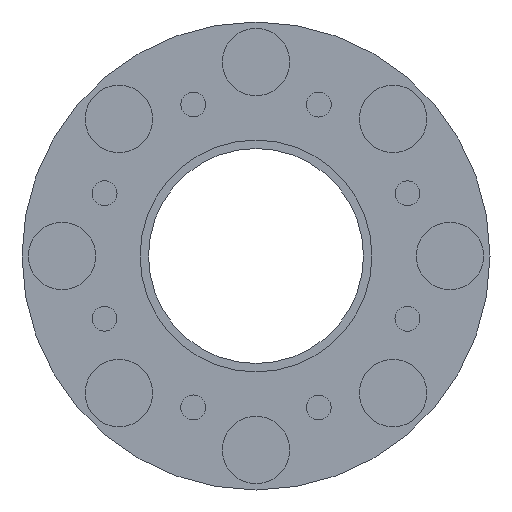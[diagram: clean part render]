
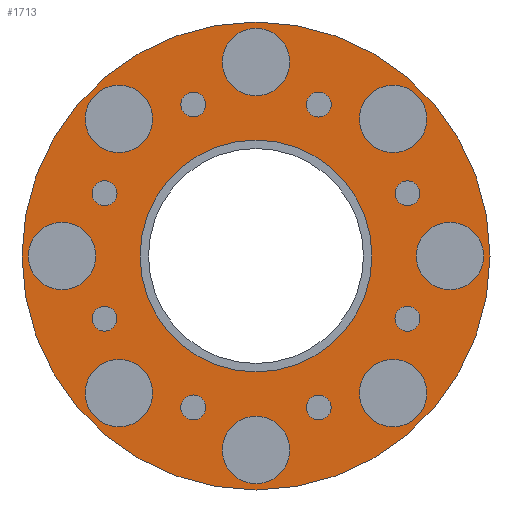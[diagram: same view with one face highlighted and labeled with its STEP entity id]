
A CAD part, front view. The second image highlights one B-rep face of the part: STEP entity #1713.
In plain terms, the highlighted planar face has unit normal (0, -1, 0).
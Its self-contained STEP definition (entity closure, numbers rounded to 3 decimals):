
#48=PLANE('',#1876);
#158=ORIENTED_EDGE('',*,*,#309,.T.);
#159=ORIENTED_EDGE('',*,*,#311,.T.);
#160=ORIENTED_EDGE('',*,*,#313,.T.);
#161=ORIENTED_EDGE('',*,*,#315,.T.);
#162=ORIENTED_EDGE('',*,*,#317,.T.);
#163=ORIENTED_EDGE('',*,*,#319,.T.);
#164=ORIENTED_EDGE('',*,*,#321,.T.);
#165=ORIENTED_EDGE('',*,*,#322,.T.);
#166=ORIENTED_EDGE('',*,*,#323,.F.);
#167=ORIENTED_EDGE('',*,*,#262,.T.);
#168=ORIENTED_EDGE('',*,*,#324,.F.);
#169=ORIENTED_EDGE('',*,*,#325,.F.);
#170=ORIENTED_EDGE('',*,*,#326,.F.);
#171=ORIENTED_EDGE('',*,*,#327,.F.);
#172=ORIENTED_EDGE('',*,*,#328,.F.);
#173=ORIENTED_EDGE('',*,*,#329,.F.);
#174=ORIENTED_EDGE('',*,*,#330,.F.);
#175=ORIENTED_EDGE('',*,*,#331,.F.);
#262=EDGE_CURVE('',#358,#358,#454,.T.);
#309=EDGE_CURVE('',#405,#405,#501,.T.);
#311=EDGE_CURVE('',#407,#407,#503,.T.);
#313=EDGE_CURVE('',#409,#409,#505,.T.);
#315=EDGE_CURVE('',#411,#411,#507,.T.);
#317=EDGE_CURVE('',#413,#413,#509,.T.);
#319=EDGE_CURVE('',#415,#415,#511,.T.);
#321=EDGE_CURVE('',#417,#417,#513,.T.);
#322=EDGE_CURVE('',#418,#418,#514,.T.);
#323=EDGE_CURVE('',#419,#419,#515,.T.);
#324=EDGE_CURVE('',#420,#420,#516,.T.);
#325=EDGE_CURVE('',#421,#421,#517,.T.);
#326=EDGE_CURVE('',#422,#422,#518,.T.);
#327=EDGE_CURVE('',#423,#423,#519,.T.);
#328=EDGE_CURVE('',#424,#424,#520,.T.);
#329=EDGE_CURVE('',#425,#425,#521,.T.);
#330=EDGE_CURVE('',#426,#426,#522,.T.);
#331=EDGE_CURVE('',#427,#427,#523,.T.);
#358=VERTEX_POINT('',#2341);
#405=VERTEX_POINT('',#2480);
#407=VERTEX_POINT('',#2486);
#409=VERTEX_POINT('',#2492);
#411=VERTEX_POINT('',#2498);
#413=VERTEX_POINT('',#2504);
#415=VERTEX_POINT('',#2510);
#417=VERTEX_POINT('',#2516);
#418=VERTEX_POINT('',#2519);
#419=VERTEX_POINT('',#2521);
#420=VERTEX_POINT('',#2523);
#421=VERTEX_POINT('',#2525);
#422=VERTEX_POINT('',#2527);
#423=VERTEX_POINT('',#2529);
#424=VERTEX_POINT('',#2531);
#425=VERTEX_POINT('',#2533);
#426=VERTEX_POINT('',#2535);
#427=VERTEX_POINT('',#2537);
#454=CIRCLE('',#1759,111.);
#501=CIRCLE('',#1851,5.918);
#503=CIRCLE('',#1855,5.918);
#505=CIRCLE('',#1859,5.918);
#507=CIRCLE('',#1863,5.918);
#509=CIRCLE('',#1867,5.918);
#511=CIRCLE('',#1871,5.918);
#513=CIRCLE('',#1875,5.918);
#514=CIRCLE('',#1877,5.918);
#515=CIRCLE('',#1878,16.);
#516=CIRCLE('',#1879,16.);
#517=CIRCLE('',#1880,16.);
#518=CIRCLE('',#1881,16.);
#519=CIRCLE('',#1882,16.);
#520=CIRCLE('',#1883,16.);
#521=CIRCLE('',#1884,16.);
#522=CIRCLE('',#1885,16.);
#523=CIRCLE('',#1886,55.);
#638=EDGE_LOOP('',(#158));
#639=EDGE_LOOP('',(#159));
#640=EDGE_LOOP('',(#160));
#641=EDGE_LOOP('',(#161));
#642=EDGE_LOOP('',(#162));
#643=EDGE_LOOP('',(#163));
#644=EDGE_LOOP('',(#164));
#645=EDGE_LOOP('',(#165));
#646=EDGE_LOOP('',(#166));
#647=EDGE_LOOP('',(#167));
#648=EDGE_LOOP('',(#168));
#649=EDGE_LOOP('',(#169));
#650=EDGE_LOOP('',(#170));
#651=EDGE_LOOP('',(#171));
#652=EDGE_LOOP('',(#172));
#653=EDGE_LOOP('',(#173));
#654=EDGE_LOOP('',(#174));
#655=EDGE_LOOP('',(#175));
#830=FACE_BOUND('',#638,.T.);
#831=FACE_BOUND('',#639,.T.);
#832=FACE_BOUND('',#640,.T.);
#833=FACE_BOUND('',#641,.T.);
#834=FACE_BOUND('',#642,.T.);
#835=FACE_BOUND('',#643,.T.);
#836=FACE_BOUND('',#644,.T.);
#837=FACE_BOUND('',#645,.T.);
#838=FACE_BOUND('',#646,.T.);
#839=FACE_BOUND('',#647,.T.);
#840=FACE_BOUND('',#648,.T.);
#841=FACE_BOUND('',#649,.T.);
#842=FACE_BOUND('',#650,.T.);
#843=FACE_BOUND('',#651,.T.);
#844=FACE_BOUND('',#652,.T.);
#845=FACE_BOUND('',#653,.T.);
#846=FACE_BOUND('',#654,.T.);
#847=FACE_BOUND('',#655,.T.);
#1713=ADVANCED_FACE('',(#830,#831,#832,#833,#834,#835,#836,#837,#838,#839,
#840,#841,#842,#843,#844,#845,#846,#847),#48,.T.);
#1759=AXIS2_PLACEMENT_3D('',#2340,#1957,#1958);
#1851=AXIS2_PLACEMENT_3D('',#2479,#2141,#2142);
#1855=AXIS2_PLACEMENT_3D('',#2485,#2149,#2150);
#1859=AXIS2_PLACEMENT_3D('',#2491,#2157,#2158);
#1863=AXIS2_PLACEMENT_3D('',#2497,#2165,#2166);
#1867=AXIS2_PLACEMENT_3D('',#2503,#2173,#2174);
#1871=AXIS2_PLACEMENT_3D('',#2509,#2181,#2182);
#1875=AXIS2_PLACEMENT_3D('',#2515,#2189,#2190);
#1876=AXIS2_PLACEMENT_3D('',#2517,#2191,#2192);
#1877=AXIS2_PLACEMENT_3D('',#2518,#2193,#2194);
#1878=AXIS2_PLACEMENT_3D('',#2520,#2195,#2196);
#1879=AXIS2_PLACEMENT_3D('',#2522,#2197,#2198);
#1880=AXIS2_PLACEMENT_3D('',#2524,#2199,#2200);
#1881=AXIS2_PLACEMENT_3D('',#2526,#2201,#2202);
#1882=AXIS2_PLACEMENT_3D('',#2528,#2203,#2204);
#1883=AXIS2_PLACEMENT_3D('',#2530,#2205,#2206);
#1884=AXIS2_PLACEMENT_3D('',#2532,#2207,#2208);
#1885=AXIS2_PLACEMENT_3D('',#2534,#2209,#2210);
#1886=AXIS2_PLACEMENT_3D('',#2536,#2211,#2212);
#1957=DIRECTION('',(0.,-1.,0.));
#1958=DIRECTION('',(0.,0.,-1.));
#2141=DIRECTION('',(0.,1.,0.));
#2142=DIRECTION('',(-0.707,0.,-0.707));
#2149=DIRECTION('',(0.,1.,0.));
#2150=DIRECTION('',(-1.,0.,0.));
#2157=DIRECTION('',(0.,1.,0.));
#2158=DIRECTION('',(-0.707,0.,0.707));
#2165=DIRECTION('',(0.,1.,0.));
#2166=DIRECTION('',(0.,0.,1.));
#2173=DIRECTION('',(0.,1.,0.));
#2174=DIRECTION('',(0.707,0.,0.707));
#2181=DIRECTION('',(0.,1.,0.));
#2182=DIRECTION('',(1.,0.,0.));
#2189=DIRECTION('',(0.,1.,0.));
#2190=DIRECTION('',(0.707,0.,-0.707));
#2191=DIRECTION('',(0.,-1.,0.));
#2192=DIRECTION('',(0.,0.,-1.));
#2193=DIRECTION('',(0.,1.,0.));
#2194=DIRECTION('',(0.,0.,-1.));
#2195=DIRECTION('',(0.,-1.,0.));
#2196=DIRECTION('',(0.,0.,-1.));
#2197=DIRECTION('',(0.,-1.,0.));
#2198=DIRECTION('',(0.707,0.,-0.707));
#2199=DIRECTION('',(0.,-1.,0.));
#2200=DIRECTION('',(1.,0.,0.));
#2201=DIRECTION('',(0.,-1.,0.));
#2202=DIRECTION('',(0.707,0.,0.707));
#2203=DIRECTION('',(0.,-1.,0.));
#2204=DIRECTION('',(0.,0.,1.));
#2205=DIRECTION('',(0.,-1.,0.));
#2206=DIRECTION('',(-0.707,0.,0.707));
#2207=DIRECTION('',(0.,-1.,0.));
#2208=DIRECTION('',(-1.,0.,0.));
#2209=DIRECTION('',(0.,-1.,0.));
#2210=DIRECTION('',(-0.707,0.,-0.707));
#2211=DIRECTION('',(0.,-1.,0.));
#2212=DIRECTION('',(0.,0.,-1.));
#2340=CARTESIAN_POINT('',(0.,0.,0.));
#2341=CARTESIAN_POINT('',(0.,0.,-111.));
#2479=CARTESIAN_POINT('',(71.832,0.,29.754));
#2480=CARTESIAN_POINT('',(67.647,0.,25.569));
#2485=CARTESIAN_POINT('',(71.832,0.,-29.754));
#2486=CARTESIAN_POINT('',(65.914,0.,-29.754));
#2491=CARTESIAN_POINT('',(29.754,0.,-71.832));
#2492=CARTESIAN_POINT('',(25.569,0.,-67.647));
#2497=CARTESIAN_POINT('',(-29.754,0.,-71.832));
#2498=CARTESIAN_POINT('',(-29.754,0.,-65.914));
#2503=CARTESIAN_POINT('',(-71.832,0.,-29.754));
#2504=CARTESIAN_POINT('',(-67.647,0.,-25.569));
#2509=CARTESIAN_POINT('',(-71.832,0.,29.754));
#2510=CARTESIAN_POINT('',(-65.914,0.,29.754));
#2515=CARTESIAN_POINT('',(-29.754,0.,71.832));
#2516=CARTESIAN_POINT('',(-25.569,0.,67.647));
#2517=CARTESIAN_POINT('',(0.,0.,0.));
#2518=CARTESIAN_POINT('',(29.754,0.,71.832));
#2519=CARTESIAN_POINT('',(29.754,0.,65.914));
#2520=CARTESIAN_POINT('',(0.,0.,92.));
#2521=CARTESIAN_POINT('',(0.,0.,76.));
#2522=CARTESIAN_POINT('',(-65.054,0.,65.054));
#2523=CARTESIAN_POINT('',(-53.74,0.,53.74));
#2524=CARTESIAN_POINT('',(-92.,0.,0.));
#2525=CARTESIAN_POINT('',(-76.,0.,0.));
#2526=CARTESIAN_POINT('',(-65.054,0.,-65.054));
#2527=CARTESIAN_POINT('',(-53.74,0.,-53.74));
#2528=CARTESIAN_POINT('',(0.,0.,-92.));
#2529=CARTESIAN_POINT('',(0.,0.,-76.));
#2530=CARTESIAN_POINT('',(65.054,0.,-65.054));
#2531=CARTESIAN_POINT('',(53.74,0.,-53.74));
#2532=CARTESIAN_POINT('',(92.,0.,0.));
#2533=CARTESIAN_POINT('',(76.,0.,0.));
#2534=CARTESIAN_POINT('',(65.054,0.,65.054));
#2535=CARTESIAN_POINT('',(53.74,0.,53.74));
#2536=CARTESIAN_POINT('',(0.,0.,0.));
#2537=CARTESIAN_POINT('',(0.,0.,-55.));
